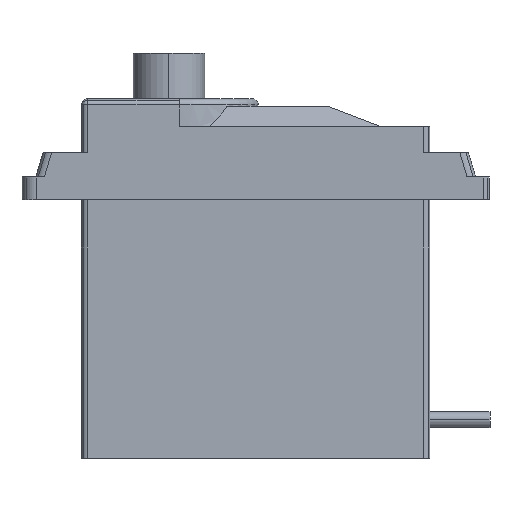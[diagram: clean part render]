
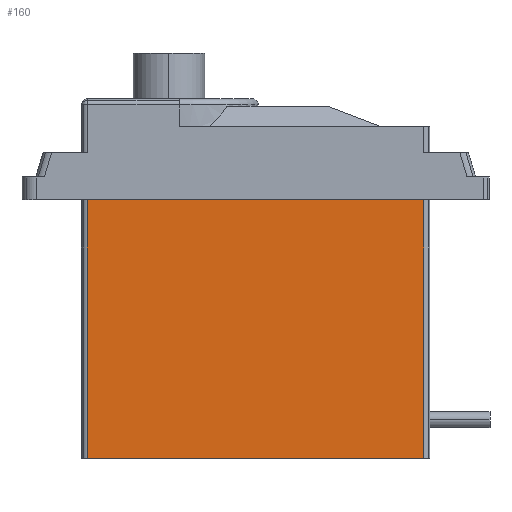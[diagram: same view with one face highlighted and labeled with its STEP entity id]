
A CAD part, left-side view. The second image highlights one B-rep face of the part: STEP entity #160.
In plain terms, the highlighted planar face has unit normal (-1, 0, 0).
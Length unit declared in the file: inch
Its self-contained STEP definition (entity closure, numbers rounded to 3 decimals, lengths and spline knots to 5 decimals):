
#160=ADVANCED_FACE('',(#410),#411,.T.);
#410=FACE_OUTER_BOUND('',#747,.T.);
#411=PLANE('',#748);
#747=EDGE_LOOP('',(#1149,#1150,#1151,#1152));
#748=AXIS2_PLACEMENT_3D('',#1153,#1154,#1155);
#1149=ORIENTED_EDGE('',*,*,#2134,.F.);
#1150=ORIENTED_EDGE('',*,*,#2135,.F.);
#1151=ORIENTED_EDGE('',*,*,#2136,.F.);
#1152=ORIENTED_EDGE('',*,*,#2137,.T.);
#1153=CARTESIAN_POINT('',(-4.27563,4.23938,0.0));
#1154=DIRECTION('',(-1.0,0.0,0.0));
#1155=DIRECTION('',(0.0,-1.0,0.0));
#2134=EDGE_CURVE('',#2592,#2593,#2594,.T.);
#2135=EDGE_CURVE('',#2595,#2592,#2596,.T.);
#2136=EDGE_CURVE('',#2597,#2595,#2598,.T.);
#2137=EDGE_CURVE('',#2597,#2593,#2599,.T.);
#2592=VERTEX_POINT('',#3215);
#2593=VERTEX_POINT('',#3216);
#2594=LINE('',#3217,#3218);
#2595=VERTEX_POINT('',#3219);
#2596=LINE('',#3220,#3221);
#2597=VERTEX_POINT('',#3222);
#2598=LINE('',#3223,#3224);
#2599=LINE('',#3225,#3226);
#3215=CARTESIAN_POINT('',(-4.27563,4.79056,0.0));
#3216=CARTESIAN_POINT('',(-4.27563,4.79056,0.84843));
#3217=CARTESIAN_POINT('',(-4.27563,4.79056,0.0));
#3218=VECTOR('',#3935,1.0);
#3219=CARTESIAN_POINT('',(-4.27563,3.6882,0.0));
#3220=CARTESIAN_POINT('',(-4.27563,4.23938,0.0));
#3221=VECTOR('',#3936,1.0);
#3222=CARTESIAN_POINT('',(-4.27563,3.6882,0.84843));
#3223=CARTESIAN_POINT('',(-4.27563,3.6882,0.0));
#3224=VECTOR('',#3937,1.0);
#3225=CARTESIAN_POINT('',(-4.27563,4.23938,0.84843));
#3226=VECTOR('',#3938,1.0);
#3935=DIRECTION('',(0.0,0.0,1.0));
#3936=DIRECTION('',(0.0,1.0,0.0));
#3937=DIRECTION('',(-0.0,-0.0,-1.0));
#3938=DIRECTION('',(0.0,1.0,0.0));
